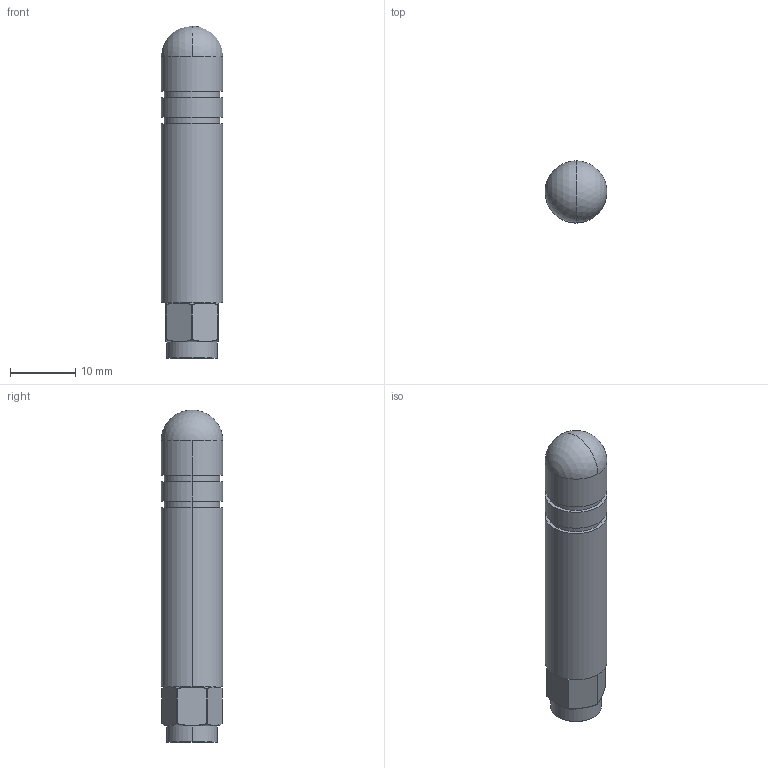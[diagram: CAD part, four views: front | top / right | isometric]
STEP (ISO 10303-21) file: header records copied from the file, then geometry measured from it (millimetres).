
FILE_DESCRIPTION (( 'STEP AP214' ), '1' );
FILE_NAME ('41E3252C-B8C3-46FB-BEFB-751991358085.STEP', '2025-01-03T16:43:21', ( '' ), ( '' ), 'SwSTEP 2.0', 'SolidWorks 2022', '' );
FILE_SCHEMA (( 'AUTOMOTIVE_DESIGN' ));
Length unit declared in the file: millimetre
Products named in the file (1): 41E3252C-B8C3-46FB-BEFB-751991358085
Bounding box: 9.5 x 9.5 x 51 mm (x, y, z)
Volume: 3216.3 mm3; surface area: 1920.4 mm2
Topology: 1 solids, 1 shells, 76 faces, 166 edges, 92 vertices
Faces by surface type: cylinder 24, sphere 14, plane 14, bspline 12, torus 10, cone 2
Entity records: 2687 total; most frequent: CARTESIAN_POINT 887, DIRECTION 350, ORIENTED_EDGE 308, AXIS2_PLACEMENT_3D 159, EDGE_CURVE 154, CIRCLE 94, VERTEX_POINT 88, EDGE_LOOP 84
